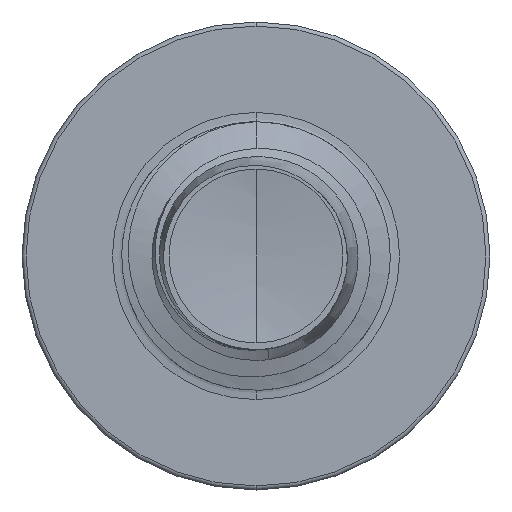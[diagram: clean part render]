
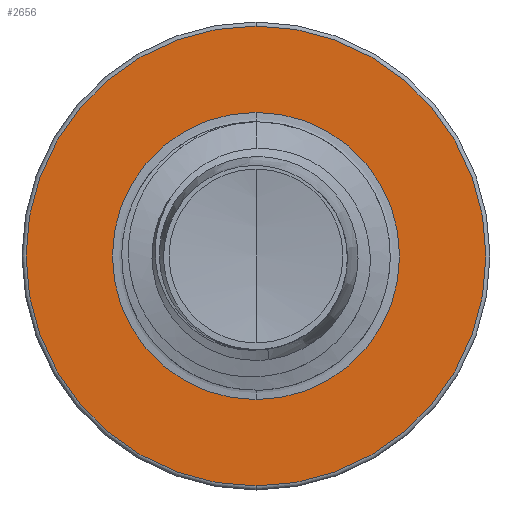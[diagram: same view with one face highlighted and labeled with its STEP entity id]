
A CAD part, front view. The second image highlights one B-rep face of the part: STEP entity #2656.
In plain terms, the highlighted planar face has unit normal (0, -1, 0).
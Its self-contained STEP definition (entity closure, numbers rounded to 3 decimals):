
#205 = CARTESIAN_POINT ( 'NONE',  ( 0., 6.5, -1.872 ) ) ;
#335 = AXIS2_PLACEMENT_3D ( 'NONE', #6603, #15184, #7860 ) ;
#372 = FACE_OUTER_BOUND ( 'NONE', #11750, .T. ) ;
#977 = AXIS2_PLACEMENT_3D ( 'NONE', #2531, #11693, #4015 ) ;
#1007 = VERTEX_POINT ( 'NONE', #205 ) ;
#1441 = PLANE ( 'NONE',  #4787 ) ;
#1617 = AXIS2_PLACEMENT_3D ( 'NONE', #10847, #2996, #12057 ) ;
#2150 = ORIENTED_EDGE ( 'NONE', *, *, #14781, .T. ) ;
#2531 = CARTESIAN_POINT ( 'NONE',  ( 0., 6.5, 0. ) ) ;
#2579 = CIRCLE ( 'NONE', #2950, 1.872 ) ;
#2656 = ADVANCED_FACE ( 'NONE', ( #372, #10517 ), #1441, .F. ) ;
#2689 = DIRECTION ( 'NONE',  ( 0., 1., 0. ) ) ;
#2950 = AXIS2_PLACEMENT_3D ( 'NONE', #10605, #2689, #11808 ) ;
#2996 = DIRECTION ( 'NONE',  ( 0., 1., 0. ) ) ;
#3041 = DIRECTION ( 'NONE',  ( 0., 0., 1. ) ) ;
#4015 = DIRECTION ( 'NONE',  ( 0., 0., 1. ) ) ;
#4787 = AXIS2_PLACEMENT_3D ( 'NONE', #16710, #15577, #3041 ) ;
#4856 = CARTESIAN_POINT ( 'NONE',  ( 0., 6.5, -2.997 ) ) ;
#5561 = ORIENTED_EDGE ( 'NONE', *, *, #13660, .F. ) ;
#5733 = CARTESIAN_POINT ( 'NONE',  ( 0., 6.5, 1.872 ) ) ;
#5980 = ORIENTED_EDGE ( 'NONE', *, *, #12847, .T. ) ;
#6397 = VERTEX_POINT ( 'NONE', #5733 ) ;
#6596 = CARTESIAN_POINT ( 'NONE',  ( 0., 6.5, 2.998 ) ) ;
#6603 = CARTESIAN_POINT ( 'NONE',  ( 0., 6.5, 0. ) ) ;
#7435 = CIRCLE ( 'NONE', #335, 1.872 ) ;
#7860 = DIRECTION ( 'NONE',  ( 0., 0., 1. ) ) ;
#8144 = VERTEX_POINT ( 'NONE', #4856 ) ;
#8705 = EDGE_LOOP ( 'NONE', ( #2150, #5980 ) ) ;
#10449 = CIRCLE ( 'NONE', #1617, 2.998 ) ;
#10517 = FACE_BOUND ( 'NONE', #8705, .T. ) ;
#10605 = CARTESIAN_POINT ( 'NONE',  ( 0., 6.5, 0. ) ) ;
#10847 = CARTESIAN_POINT ( 'NONE',  ( 0., 6.5, 0. ) ) ;
#11693 = DIRECTION ( 'NONE',  ( 0., 1., 0. ) ) ;
#11750 = EDGE_LOOP ( 'NONE', ( #5561, #15353 ) ) ;
#11808 = DIRECTION ( 'NONE',  ( 0., 0., 1. ) ) ;
#11992 = VERTEX_POINT ( 'NONE', #6596 ) ;
#12057 = DIRECTION ( 'NONE',  ( 0., 0., 1. ) ) ;
#12847 = EDGE_CURVE ( 'NONE', #1007, #6397, #2579, .T. ) ;
#13660 = EDGE_CURVE ( 'NONE', #11992, #8144, #10449, .T. ) ;
#14265 = CIRCLE ( 'NONE', #977, 2.998 ) ;
#14274 = EDGE_CURVE ( 'NONE', #8144, #11992, #14265, .T. ) ;
#14781 = EDGE_CURVE ( 'NONE', #6397, #1007, #7435, .T. ) ;
#15184 = DIRECTION ( 'NONE',  ( 0., 1., 0. ) ) ;
#15353 = ORIENTED_EDGE ( 'NONE', *, *, #14274, .F. ) ;
#15577 = DIRECTION ( 'NONE',  ( 0., 1., 0. ) ) ;
#16710 = CARTESIAN_POINT ( 'NONE',  ( 0., 6.5, -1.872 ) ) ;
